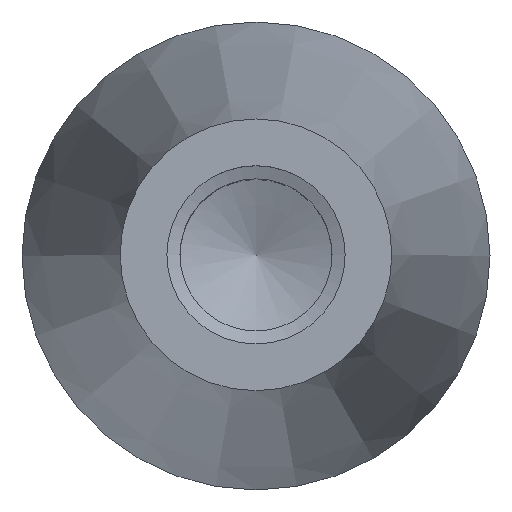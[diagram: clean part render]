
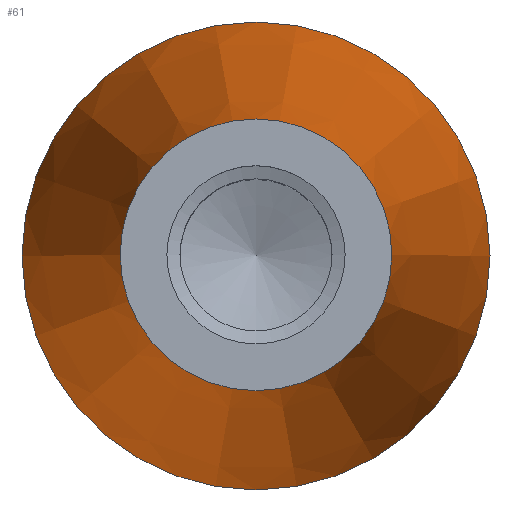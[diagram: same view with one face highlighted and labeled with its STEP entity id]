
A CAD part, top view. The second image highlights one B-rep face of the part: STEP entity #61.
In plain terms, the highlighted conical face has half-angle 8.298 degrees and reference radius 20.107 mm.
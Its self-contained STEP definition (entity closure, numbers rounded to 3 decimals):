
#36=CONICAL_SURFACE('',#168,20.107,8.298);
#46=FACE_BOUND('',#76,.T.);
#47=FACE_BOUND('',#77,.T.);
#61=ADVANCED_FACE('',(#46,#47),#36,.T.);
#76=EDGE_LOOP('',(#92));
#77=EDGE_LOOP('',(#93));
#92=ORIENTED_EDGE('',*,*,#115,.T.);
#93=ORIENTED_EDGE('',*,*,#114,.F.);
#105=VERTEX_POINT('',#234);
#106=VERTEX_POINT('',#237);
#114=EDGE_CURVE('',#105,#105,#122,.T.);
#115=EDGE_CURVE('',#106,#106,#123,.T.);
#122=CIRCLE('',#165,34.633);
#123=CIRCLE('',#167,20.107);
#165=AXIS2_PLACEMENT_3D('',#233,#194,#195);
#167=AXIS2_PLACEMENT_3D('',#236,#198,#199);
#168=AXIS2_PLACEMENT_3D('',#238,#200,#201);
#194=DIRECTION('',(0.,0.,-1.));
#195=DIRECTION('',(-1.,0.,0.));
#198=DIRECTION('',(0.,0.,-1.));
#199=DIRECTION('',(-1.,0.,0.));
#200=DIRECTION('',(0.,0.,-1.));
#201=DIRECTION('',(-1.,0.,0.));
#233=CARTESIAN_POINT('',(0.,0.,2.));
#234=CARTESIAN_POINT('',(-34.633,0.,2.));
#236=CARTESIAN_POINT('',(0.,0.,101.6));
#237=CARTESIAN_POINT('',(-20.107,0.,101.6));
#238=CARTESIAN_POINT('',(0.,0.,101.6));
